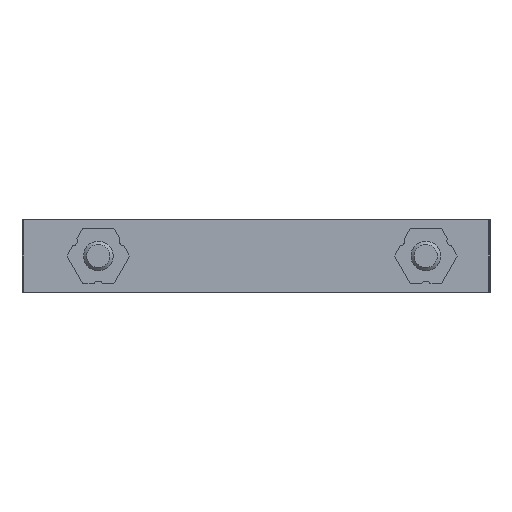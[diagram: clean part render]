
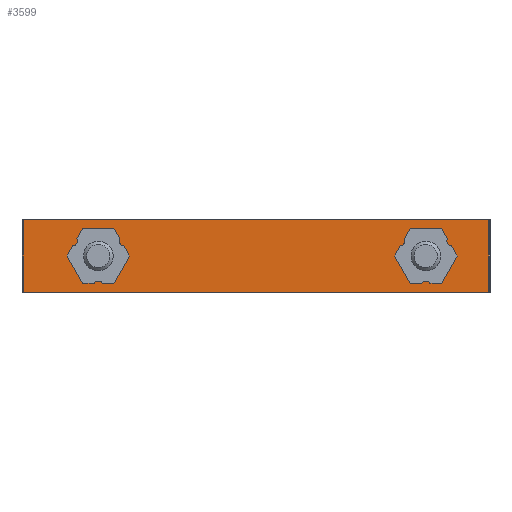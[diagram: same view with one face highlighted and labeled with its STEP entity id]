
A CAD part, left-side view. The second image highlights one B-rep face of the part: STEP entity #3599.
In plain terms, the highlighted face is planar.
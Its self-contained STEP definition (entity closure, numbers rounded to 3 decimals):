
#179=CIRCLE('',#3773,0.69);
#180=CIRCLE('',#3774,0.69);
#181=CIRCLE('',#3775,0.69);
#182=CIRCLE('',#3776,0.69);
#183=CIRCLE('',#3777,0.69);
#184=CIRCLE('',#3778,0.69);
#284=ORIENTED_EDGE('',*,*,#1012,.T.);
#285=ORIENTED_EDGE('',*,*,#1013,.F.);
#286=ORIENTED_EDGE('',*,*,#1014,.F.);
#287=ORIENTED_EDGE('',*,*,#1015,.F.);
#288=ORIENTED_EDGE('',*,*,#1016,.T.);
#289=ORIENTED_EDGE('',*,*,#1017,.F.);
#290=ORIENTED_EDGE('',*,*,#1018,.F.);
#291=ORIENTED_EDGE('',*,*,#1019,.F.);
#292=ORIENTED_EDGE('',*,*,#1020,.T.);
#293=ORIENTED_EDGE('',*,*,#1021,.F.);
#294=ORIENTED_EDGE('',*,*,#1022,.F.);
#295=ORIENTED_EDGE('',*,*,#1023,.F.);
#296=ORIENTED_EDGE('',*,*,#1024,.T.);
#297=ORIENTED_EDGE('',*,*,#1025,.F.);
#298=ORIENTED_EDGE('',*,*,#1026,.F.);
#299=ORIENTED_EDGE('',*,*,#1027,.T.);
#300=ORIENTED_EDGE('',*,*,#1028,.T.);
#301=ORIENTED_EDGE('',*,*,#1029,.F.);
#302=ORIENTED_EDGE('',*,*,#1030,.F.);
#303=ORIENTED_EDGE('',*,*,#1031,.F.);
#304=ORIENTED_EDGE('',*,*,#1032,.T.);
#305=ORIENTED_EDGE('',*,*,#1033,.F.);
#306=ORIENTED_EDGE('',*,*,#1034,.F.);
#307=ORIENTED_EDGE('',*,*,#1035,.F.);
#308=ORIENTED_EDGE('',*,*,#1036,.T.);
#309=ORIENTED_EDGE('',*,*,#1037,.F.);
#310=ORIENTED_EDGE('',*,*,#1038,.F.);
#311=ORIENTED_EDGE('',*,*,#1039,.F.);
#1012=EDGE_CURVE('',#1374,#1375,#179,.T.);
#1013=EDGE_CURVE('',#1376,#1375,#1618,.T.);
#1014=EDGE_CURVE('',#1377,#1376,#1619,.T.);
#1015=EDGE_CURVE('',#1378,#1377,#1620,.T.);
#1016=EDGE_CURVE('',#1378,#1379,#180,.T.);
#1017=EDGE_CURVE('',#1380,#1379,#1621,.T.);
#1018=EDGE_CURVE('',#1381,#1380,#1622,.T.);
#1019=EDGE_CURVE('',#1382,#1381,#1623,.T.);
#1020=EDGE_CURVE('',#1382,#1383,#181,.T.);
#1021=EDGE_CURVE('',#1384,#1383,#1624,.T.);
#1022=EDGE_CURVE('',#1385,#1384,#1625,.T.);
#1023=EDGE_CURVE('',#1374,#1385,#1626,.T.);
#1024=EDGE_CURVE('',#1386,#1387,#1627,.T.);
#1025=EDGE_CURVE('',#1388,#1387,#1628,.T.);
#1026=EDGE_CURVE('',#1389,#1388,#1629,.T.);
#1027=EDGE_CURVE('',#1389,#1386,#1630,.T.);
#1028=EDGE_CURVE('',#1390,#1391,#182,.T.);
#1029=EDGE_CURVE('',#1392,#1391,#1631,.T.);
#1030=EDGE_CURVE('',#1393,#1392,#1632,.T.);
#1031=EDGE_CURVE('',#1394,#1393,#1633,.T.);
#1032=EDGE_CURVE('',#1394,#1395,#183,.T.);
#1033=EDGE_CURVE('',#1396,#1395,#1634,.T.);
#1034=EDGE_CURVE('',#1397,#1396,#1635,.T.);
#1035=EDGE_CURVE('',#1398,#1397,#1636,.T.);
#1036=EDGE_CURVE('',#1398,#1399,#184,.T.);
#1037=EDGE_CURVE('',#1400,#1399,#1637,.T.);
#1038=EDGE_CURVE('',#1401,#1400,#1638,.T.);
#1039=EDGE_CURVE('',#1390,#1401,#1639,.T.);
#1374=VERTEX_POINT('',#4876);
#1375=VERTEX_POINT('',#4877);
#1376=VERTEX_POINT('',#4879);
#1377=VERTEX_POINT('',#4881);
#1378=VERTEX_POINT('',#4883);
#1379=VERTEX_POINT('',#4885);
#1380=VERTEX_POINT('',#4887);
#1381=VERTEX_POINT('',#4889);
#1382=VERTEX_POINT('',#4891);
#1383=VERTEX_POINT('',#4893);
#1384=VERTEX_POINT('',#4895);
#1385=VERTEX_POINT('',#4897);
#1386=VERTEX_POINT('',#4900);
#1387=VERTEX_POINT('',#4901);
#1388=VERTEX_POINT('',#4903);
#1389=VERTEX_POINT('',#4905);
#1390=VERTEX_POINT('',#4908);
#1391=VERTEX_POINT('',#4909);
#1392=VERTEX_POINT('',#4911);
#1393=VERTEX_POINT('',#4913);
#1394=VERTEX_POINT('',#4915);
#1395=VERTEX_POINT('',#4917);
#1396=VERTEX_POINT('',#4919);
#1397=VERTEX_POINT('',#4921);
#1398=VERTEX_POINT('',#4923);
#1399=VERTEX_POINT('',#4925);
#1400=VERTEX_POINT('',#4927);
#1401=VERTEX_POINT('',#4929);
#1618=LINE('',#4878,#1836);
#1619=LINE('',#4880,#1837);
#1620=LINE('',#4882,#1838);
#1621=LINE('',#4886,#1839);
#1622=LINE('',#4888,#1840);
#1623=LINE('',#4890,#1841);
#1624=LINE('',#4894,#1842);
#1625=LINE('',#4896,#1843);
#1626=LINE('',#4898,#1844);
#1627=LINE('',#4899,#1845);
#1628=LINE('',#4902,#1846);
#1629=LINE('',#4904,#1847);
#1630=LINE('',#4906,#1848);
#1631=LINE('',#4910,#1849);
#1632=LINE('',#4912,#1850);
#1633=LINE('',#4914,#1851);
#1634=LINE('',#4918,#1852);
#1635=LINE('',#4920,#1853);
#1636=LINE('',#4922,#1854);
#1637=LINE('',#4926,#1855);
#1638=LINE('',#4928,#1856);
#1639=LINE('',#4930,#1857);
#1836=VECTOR('',#4068,1000.);
#1837=VECTOR('',#4069,1000.);
#1838=VECTOR('',#4070,1000.);
#1839=VECTOR('',#4073,1000.);
#1840=VECTOR('',#4074,1000.);
#1841=VECTOR('',#4075,1000.);
#1842=VECTOR('',#4078,1000.);
#1843=VECTOR('',#4079,1000.);
#1844=VECTOR('',#4080,1000.);
#1845=VECTOR('',#4081,1000.);
#1846=VECTOR('',#4082,1000.);
#1847=VECTOR('',#4083,1000.);
#1848=VECTOR('',#4084,1000.);
#1849=VECTOR('',#4087,1000.);
#1850=VECTOR('',#4088,1000.);
#1851=VECTOR('',#4089,1000.);
#1852=VECTOR('',#4092,1000.);
#1853=VECTOR('',#4093,1000.);
#1854=VECTOR('',#4094,1000.);
#1855=VECTOR('',#4097,1000.);
#1856=VECTOR('',#4098,1000.);
#1857=VECTOR('',#4099,1000.);
#2049=EDGE_LOOP('',(#284,#285,#286,#287,#288,#289,#290,#291,#292,#293,#294,
#295));
#2050=EDGE_LOOP('',(#296,#297,#298,#299));
#2051=EDGE_LOOP('',(#300,#301,#302,#303,#304,#305,#306,#307,#308,#309,#310,
#311));
#2243=FACE_BOUND('',#2049,.T.);
#2244=FACE_BOUND('',#2050,.T.);
#2245=FACE_BOUND('',#2051,.T.);
#2432=PLANE('',#3772);
#3599=ADVANCED_FACE('',(#2243,#2244,#2245),#2432,.F.);
#3772=AXIS2_PLACEMENT_3D('',#4874,#4064,#4065);
#3773=AXIS2_PLACEMENT_3D('',#4875,#4066,#4067);
#3774=AXIS2_PLACEMENT_3D('',#4884,#4071,#4072);
#3775=AXIS2_PLACEMENT_3D('',#4892,#4076,#4077);
#3776=AXIS2_PLACEMENT_3D('',#4907,#4085,#4086);
#3777=AXIS2_PLACEMENT_3D('',#4916,#4090,#4091);
#3778=AXIS2_PLACEMENT_3D('',#4924,#4095,#4096);
#4064=DIRECTION('',(-1.,0.,0.));
#4065=DIRECTION('',(0.,0.,1.));
#4066=DIRECTION('',(1.,0.,0.));
#4067=DIRECTION('',(0.,0.,-1.));
#4068=DIRECTION('',(0.,-1.,0.));
#4069=DIRECTION('',(0.,-0.5,0.866));
#4070=DIRECTION('',(0.,0.5,0.866));
#4071=DIRECTION('',(1.,0.,0.));
#4072=DIRECTION('',(0.,0.,-1.));
#4073=DIRECTION('',(0.,0.5,0.866));
#4074=DIRECTION('',(0.,1.,0.));
#4075=DIRECTION('',(0.,0.5,-0.866));
#4076=DIRECTION('',(1.,0.,0.));
#4077=DIRECTION('',(0.,0.,-1.));
#4078=DIRECTION('',(0.,0.5,-0.866));
#4079=DIRECTION('',(0.,-0.5,-0.866));
#4080=DIRECTION('',(0.,-1.,0.));
#4081=DIRECTION('',(0.,1.,0.));
#4082=DIRECTION('',(0.,0.,-1.));
#4083=DIRECTION('',(0.,1.,0.));
#4084=DIRECTION('',(0.,0.,-1.));
#4085=DIRECTION('',(1.,0.,0.));
#4086=DIRECTION('',(0.,0.,-1.));
#4087=DIRECTION('',(0.,-1.,0.));
#4088=DIRECTION('',(0.,-0.5,0.866));
#4089=DIRECTION('',(0.,0.5,0.866));
#4090=DIRECTION('',(1.,0.,0.));
#4091=DIRECTION('',(0.,0.,-1.));
#4092=DIRECTION('',(0.,0.5,0.866));
#4093=DIRECTION('',(0.,1.,0.));
#4094=DIRECTION('',(0.,0.5,-0.866));
#4095=DIRECTION('',(1.,0.,0.));
#4096=DIRECTION('',(0.,0.,-1.));
#4097=DIRECTION('',(0.,0.5,-0.866));
#4098=DIRECTION('',(0.,-0.5,-0.866));
#4099=DIRECTION('',(0.,-1.,0.));
#4874=CARTESIAN_POINT('',(6.3,-31.375,4.9));
#4875=CARTESIAN_POINT('',(6.3,-22.925,4.075));
#4876=CARTESIAN_POINT('',(6.3,-23.469,3.65));
#4877=CARTESIAN_POINT('',(6.3,-22.381,3.65));
#4878=CARTESIAN_POINT('',(6.3,-20.818,3.65));
#4879=CARTESIAN_POINT('',(6.3,-20.818,3.65));
#4880=CARTESIAN_POINT('',(6.3,-18.71,0.));
#4881=CARTESIAN_POINT('',(6.3,-18.71,0.));
#4882=CARTESIAN_POINT('',(6.3,-19.492,-1.354));
#4883=CARTESIAN_POINT('',(6.3,-19.492,-1.354));
#4884=CARTESIAN_POINT('',(6.3,-19.396,-2.038));
#4885=CARTESIAN_POINT('',(6.3,-20.036,-2.296));
#4886=CARTESIAN_POINT('',(6.3,-20.818,-3.65));
#4887=CARTESIAN_POINT('',(6.3,-20.818,-3.65));
#4888=CARTESIAN_POINT('',(6.3,-25.032,-3.65));
#4889=CARTESIAN_POINT('',(6.3,-25.032,-3.65));
#4890=CARTESIAN_POINT('',(6.3,-25.814,-2.296));
#4891=CARTESIAN_POINT('',(6.3,-25.814,-2.296));
#4892=CARTESIAN_POINT('',(6.3,-26.454,-2.038));
#4893=CARTESIAN_POINT('',(6.3,-26.358,-1.354));
#4894=CARTESIAN_POINT('',(6.3,-27.14,0.));
#4895=CARTESIAN_POINT('',(6.3,-27.14,0.));
#4896=CARTESIAN_POINT('',(6.3,-25.032,3.65));
#4897=CARTESIAN_POINT('',(6.3,-25.032,3.65));
#4898=CARTESIAN_POINT('',(6.3,-23.469,3.65));
#4899=CARTESIAN_POINT('',(6.3,-31.375,-4.9));
#4900=CARTESIAN_POINT('',(6.3,-31.375,-4.9));
#4901=CARTESIAN_POINT('',(6.3,31.375,-4.9));
#4902=CARTESIAN_POINT('',(6.3,31.375,4.9));
#4903=CARTESIAN_POINT('',(6.3,31.375,4.9));
#4904=CARTESIAN_POINT('',(6.3,-31.375,4.9));
#4905=CARTESIAN_POINT('',(6.3,-31.375,4.9));
#4906=CARTESIAN_POINT('',(6.3,-31.375,4.9));
#4907=CARTESIAN_POINT('',(6.3,21.275,4.075));
#4908=CARTESIAN_POINT('',(6.3,20.731,3.65));
#4909=CARTESIAN_POINT('',(6.3,21.819,3.65));
#4910=CARTESIAN_POINT('',(6.3,23.382,3.65));
#4911=CARTESIAN_POINT('',(6.3,23.382,3.65));
#4912=CARTESIAN_POINT('',(6.3,25.49,0.));
#4913=CARTESIAN_POINT('',(6.3,25.49,0.));
#4914=CARTESIAN_POINT('',(6.3,24.708,-1.354));
#4915=CARTESIAN_POINT('',(6.3,24.708,-1.354));
#4916=CARTESIAN_POINT('',(6.3,24.804,-2.038));
#4917=CARTESIAN_POINT('',(6.3,24.164,-2.296));
#4918=CARTESIAN_POINT('',(6.3,23.382,-3.65));
#4919=CARTESIAN_POINT('',(6.3,23.382,-3.65));
#4920=CARTESIAN_POINT('',(6.3,19.168,-3.65));
#4921=CARTESIAN_POINT('',(6.3,19.168,-3.65));
#4922=CARTESIAN_POINT('',(6.3,18.386,-2.296));
#4923=CARTESIAN_POINT('',(6.3,18.386,-2.296));
#4924=CARTESIAN_POINT('',(6.3,17.746,-2.038));
#4925=CARTESIAN_POINT('',(6.3,17.842,-1.354));
#4926=CARTESIAN_POINT('',(6.3,17.06,0.));
#4927=CARTESIAN_POINT('',(6.3,17.06,0.));
#4928=CARTESIAN_POINT('',(6.3,19.168,3.65));
#4929=CARTESIAN_POINT('',(6.3,19.168,3.65));
#4930=CARTESIAN_POINT('',(6.3,20.731,3.65));
